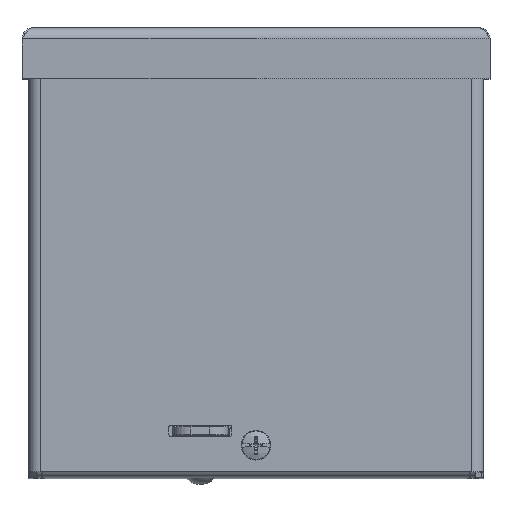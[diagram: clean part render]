
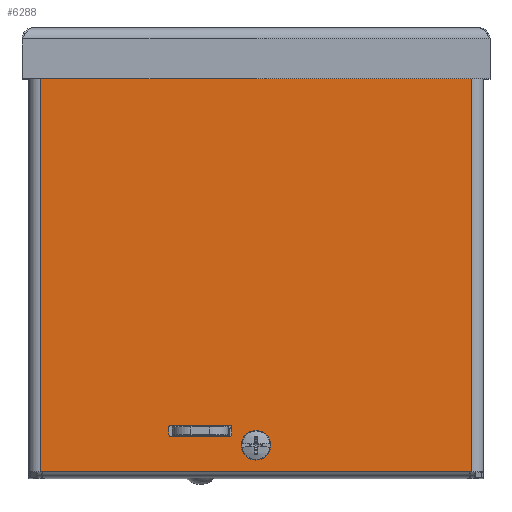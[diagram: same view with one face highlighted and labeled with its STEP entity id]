
A CAD part, top view. The second image highlights one B-rep face of the part: STEP entity #6288.
In plain terms, the highlighted planar face has unit normal (0, 0, 1).
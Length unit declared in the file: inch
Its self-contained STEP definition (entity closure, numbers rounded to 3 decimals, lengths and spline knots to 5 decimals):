
#8 = VECTOR ( 'NONE', #10976, 39.37008 ) ;
#98 = VERTEX_POINT ( 'NONE', #8802 ) ;
#202 = VECTOR ( 'NONE', #4237, 39.37008 ) ;
#288 = ORIENTED_EDGE ( 'NONE', *, *, #1631, .T. ) ;
#309 = EDGE_CURVE ( 'NONE', #4088, #8448, #13896, .T. ) ;
#345 = CARTESIAN_POINT ( 'NONE',  ( -1.17188, -2.41488, 4.19362 ) ) ;
#353 = CIRCLE ( 'NONE', #8982, 0.03125 ) ;
#385 = FACE_BOUND ( 'NONE', #11308, .T. ) ;
#533 = EDGE_CURVE ( 'NONE', #4088, #98, #4629, .T. ) ;
#630 = VERTEX_POINT ( 'NONE', #7914 ) ;
#891 = PLANE ( 'NONE',  #2390 ) ;
#1027 = EDGE_CURVE ( 'NONE', #630, #3533, #3563, .T. ) ;
#1189 = VERTEX_POINT ( 'NONE', #345 ) ;
#1228 = DIRECTION ( 'NONE',  ( 0., 0., -1. ) ) ;
#1247 = ORIENTED_EDGE ( 'NONE', *, *, #1027, .T. ) ;
#1268 = LINE ( 'NONE', #13134, #202 ) ;
#1631 = EDGE_CURVE ( 'NONE', #1707, #13127, #9131, .T. ) ;
#1691 = VECTOR ( 'NONE', #3094, 39.37008 ) ;
#1707 = VERTEX_POINT ( 'NONE', #8787 ) ;
#1797 = EDGE_LOOP ( 'NONE', ( #3248, #7411, #1247, #13810, #3669, #7972, #5167, #5599 ) ) ;
#2390 = AXIS2_PLACEMENT_3D ( 'NONE', #12801, #4277, #6374 ) ;
#2637 = FACE_OUTER_BOUND ( 'NONE', #13247, .T. ) ;
#2672 = VERTEX_POINT ( 'NONE', #12126 ) ;
#2733 = CARTESIAN_POINT ( 'NONE',  ( -0.32813, -2.41488, 4.19362 ) ) ;
#2793 = CARTESIAN_POINT ( 'NONE',  ( -1.14063, -2.44613, 4.19362 ) ) ;
#3094 = DIRECTION ( 'NONE',  ( -1., 0., 0. ) ) ;
#3181 = CARTESIAN_POINT ( 'NONE',  ( 2.90625, 2.95312, 4.19362 ) ) ;
#3190 = DIRECTION ( 'NONE',  ( -1., 0., 0. ) ) ;
#3248 = ORIENTED_EDGE ( 'NONE', *, *, #10433, .T. ) ;
#3312 = CARTESIAN_POINT ( 'NONE',  ( 0., -2.5625, 4.19362 ) ) ;
#3520 = DIRECTION ( 'NONE',  ( 0., 0., -1. ) ) ;
#3533 = VERTEX_POINT ( 'NONE', #2793 ) ;
#3563 = LINE ( 'NONE', #10616, #1691 ) ;
#3669 = ORIENTED_EDGE ( 'NONE', *, *, #9706, .T. ) ;
#3846 = EDGE_CURVE ( 'NONE', #5916, #11928, #6804, .T. ) ;
#4088 = VERTEX_POINT ( 'NONE', #12608 ) ;
#4161 = FACE_BOUND ( 'NONE', #1797, .T. ) ;
#4237 = DIRECTION ( 'NONE',  ( 0., 1., 0. ) ) ;
#4275 = DIRECTION ( 'NONE',  ( 0., 1., 0. ) ) ;
#4277 = DIRECTION ( 'NONE',  ( 0., 0., -1. ) ) ;
#4357 = DIRECTION ( 'NONE',  ( 0., 0., 1. ) ) ;
#4539 = VERTEX_POINT ( 'NONE', #9898 ) ;
#4629 = LINE ( 'NONE', #8629, #8 ) ;
#4731 = CIRCLE ( 'NONE', #8530, 0.03125 ) ;
#5167 = ORIENTED_EDGE ( 'NONE', *, *, #533, .T. ) ;
#5217 = VECTOR ( 'NONE', #13115, 39.37008 ) ;
#5385 = CARTESIAN_POINT ( 'NONE',  ( -1.14063, -2.41488, 4.19362 ) ) ;
#5599 = ORIENTED_EDGE ( 'NONE', *, *, #8764, .F. ) ;
#5714 = ORIENTED_EDGE ( 'NONE', *, *, #7552, .T. ) ;
#5916 = VERTEX_POINT ( 'NONE', #3181 ) ;
#6051 = CARTESIAN_POINT ( 'NONE',  ( -0.35938, -2.41488, 4.19362 ) ) ;
#6110 = LINE ( 'NONE', #13398, #8687 ) ;
#6120 = DIRECTION ( 'NONE',  ( 0., 0., 1. ) ) ;
#6288 = ADVANCED_FACE ( 'NONE', ( #2637, #4161, #385, #9101 ), #891, .F. ) ;
#6320 = AXIS2_PLACEMENT_3D ( 'NONE', #13897, #6120, #13793 ) ;
#6374 = DIRECTION ( 'NONE',  ( 1., 0., 0. ) ) ;
#6379 = DIRECTION ( 'NONE',  ( 0.707, -0.707, 0. ) ) ;
#6476 = ORIENTED_EDGE ( 'NONE', *, *, #13165, .T. ) ;
#6563 = ORIENTED_EDGE ( 'NONE', *, *, #3846, .T. ) ;
#6619 = VECTOR ( 'NONE', #4275, 39.37008 ) ;
#6730 = DIRECTION ( 'NONE',  ( 0., -1., 0. ) ) ;
#6804 = LINE ( 'NONE', #13001, #11767 ) ;
#7411 = ORIENTED_EDGE ( 'NONE', *, *, #10788, .F. ) ;
#7552 = EDGE_CURVE ( 'NONE', #11928, #1707, #6110, .T. ) ;
#7664 = VERTEX_POINT ( 'NONE', #2733 ) ;
#7667 = CARTESIAN_POINT ( 'NONE',  ( -1.17188, -2.32113, 4.19362 ) ) ;
#7914 = CARTESIAN_POINT ( 'NONE',  ( -0.35938, -2.44613, 4.19362 ) ) ;
#7917 = CARTESIAN_POINT ( 'NONE',  ( -0.32813, -1.13713, 4.19362 ) ) ;
#7972 = ORIENTED_EDGE ( 'NONE', *, *, #309, .F. ) ;
#7981 = EDGE_CURVE ( 'NONE', #2672, #2672, #10342, .T. ) ;
#8448 = VERTEX_POINT ( 'NONE', #7667 ) ;
#8456 = ORIENTED_EDGE ( 'NONE', *, *, #7981, .T. ) ;
#8530 = AXIS2_PLACEMENT_3D ( 'NONE', #10893, #4357, #9730 ) ;
#8629 = CARTESIAN_POINT ( 'NONE',  ( -0.58594, -2.28988, 4.19362 ) ) ;
#8687 = VECTOR ( 'NONE', #6730, 39.37008 ) ;
#8764 = EDGE_CURVE ( 'NONE', #10762, #98, #4731, .T. ) ;
#8787 = CARTESIAN_POINT ( 'NONE',  ( -2.90625, -2.92188, 4.19362 ) ) ;
#8802 = CARTESIAN_POINT ( 'NONE',  ( -0.35938, -2.28988, 4.19362 ) ) ;
#8874 = DIRECTION ( 'NONE',  ( 0., -1., 0. ) ) ;
#8957 = CARTESIAN_POINT ( 'NONE',  ( 0., 2.59375, 4.19362 ) ) ;
#8982 = AXIS2_PLACEMENT_3D ( 'NONE', #5385, #13056, #9627 ) ;
#9101 = FACE_BOUND ( 'NONE', #13303, .T. ) ;
#9131 = LINE ( 'NONE', #10750, #5217 ) ;
#9204 = LINE ( 'NONE', #7917, #9876 ) ;
#9627 = DIRECTION ( 'NONE',  ( -0.707, -0.707, 0. ) ) ;
#9706 = EDGE_CURVE ( 'NONE', #1189, #8448, #1268, .T. ) ;
#9730 = DIRECTION ( 'NONE',  ( 0.707, 0.707, 0. ) ) ;
#9876 = VECTOR ( 'NONE', #8874, 39.37008 ) ;
#9898 = CARTESIAN_POINT ( 'NONE',  ( 0.125, -2.5625, 4.19362 ) ) ;
#10342 = CIRCLE ( 'NONE', #11012, 0.125 ) ;
#10433 = EDGE_CURVE ( 'NONE', #10762, #7664, #9204, .T. ) ;
#10616 = CARTESIAN_POINT ( 'NONE',  ( -0.16406, -2.44613, 4.19362 ) ) ;
#10657 = CARTESIAN_POINT ( 'NONE',  ( 2.90625, -2.92188, 4.19362 ) ) ;
#10750 = CARTESIAN_POINT ( 'NONE',  ( -3.059, -2.92188, 4.19362 ) ) ;
#10762 = VERTEX_POINT ( 'NONE', #13872 ) ;
#10788 = EDGE_CURVE ( 'NONE', #630, #7664, #12814, .T. ) ;
#10893 = CARTESIAN_POINT ( 'NONE',  ( -0.35938, -2.32113, 4.19362 ) ) ;
#10976 = DIRECTION ( 'NONE',  ( 1., 0., 0. ) ) ;
#11012 = AXIS2_PLACEMENT_3D ( 'NONE', #8957, #3520, #12412 ) ;
#11308 = EDGE_LOOP ( 'NONE', ( #11637 ) ) ;
#11325 = AXIS2_PLACEMENT_3D ( 'NONE', #6051, #13722, #6379 ) ;
#11637 = ORIENTED_EDGE ( 'NONE', *, *, #13600, .T. ) ;
#11767 = VECTOR ( 'NONE', #3190, 39.37008 ) ;
#11928 = VERTEX_POINT ( 'NONE', #11996 ) ;
#11942 = AXIS2_PLACEMENT_3D ( 'NONE', #3312, #1228, #13073 ) ;
#11996 = CARTESIAN_POINT ( 'NONE',  ( -2.90625, 2.95312, 4.19362 ) ) ;
#12096 = LINE ( 'NONE', #14195, #6619 ) ;
#12126 = CARTESIAN_POINT ( 'NONE',  ( 0.125, 2.59375, 4.19362 ) ) ;
#12412 = DIRECTION ( 'NONE',  ( 1., 0., 0. ) ) ;
#12582 = EDGE_CURVE ( 'NONE', #1189, #3533, #353, .T. ) ;
#12608 = CARTESIAN_POINT ( 'NONE',  ( -1.14063, -2.28988, 4.19362 ) ) ;
#12801 = CARTESIAN_POINT ( 'NONE',  ( 0., 0.01562, 4.19362 ) ) ;
#12814 = CIRCLE ( 'NONE', #11325, 0.03125 ) ;
#13001 = CARTESIAN_POINT ( 'NONE',  ( 3.059, 2.95313, 4.19362 ) ) ;
#13056 = DIRECTION ( 'NONE',  ( 0., 0., 1. ) ) ;
#13073 = DIRECTION ( 'NONE',  ( 1., 0., 0. ) ) ;
#13115 = DIRECTION ( 'NONE',  ( 1., 0., 0. ) ) ;
#13127 = VERTEX_POINT ( 'NONE', #10657 ) ;
#13134 = CARTESIAN_POINT ( 'NONE',  ( -1.17188, -1.21525, 4.19362 ) ) ;
#13165 = EDGE_CURVE ( 'NONE', #13127, #5916, #12096, .T. ) ;
#13247 = EDGE_LOOP ( 'NONE', ( #6476, #6563, #5714, #288 ) ) ;
#13303 = EDGE_LOOP ( 'NONE', ( #8456 ) ) ;
#13398 = CARTESIAN_POINT ( 'NONE',  ( -2.90625, 1.48438, 4.19362 ) ) ;
#13600 = EDGE_CURVE ( 'NONE', #4539, #4539, #14200, .T. ) ;
#13722 = DIRECTION ( 'NONE',  ( 0., 0., 1. ) ) ;
#13793 = DIRECTION ( 'NONE',  ( -0.707, 0.707, 0. ) ) ;
#13810 = ORIENTED_EDGE ( 'NONE', *, *, #12582, .F. ) ;
#13872 = CARTESIAN_POINT ( 'NONE',  ( -0.32813, -2.32113, 4.19362 ) ) ;
#13896 = CIRCLE ( 'NONE', #6320, 0.03125 ) ;
#13897 = CARTESIAN_POINT ( 'NONE',  ( -1.14063, -2.32113, 4.19362 ) ) ;
#14195 = CARTESIAN_POINT ( 'NONE',  ( 2.90625, -1.45313, 4.19362 ) ) ;
#14200 = CIRCLE ( 'NONE', #11942, 0.125 ) ;
